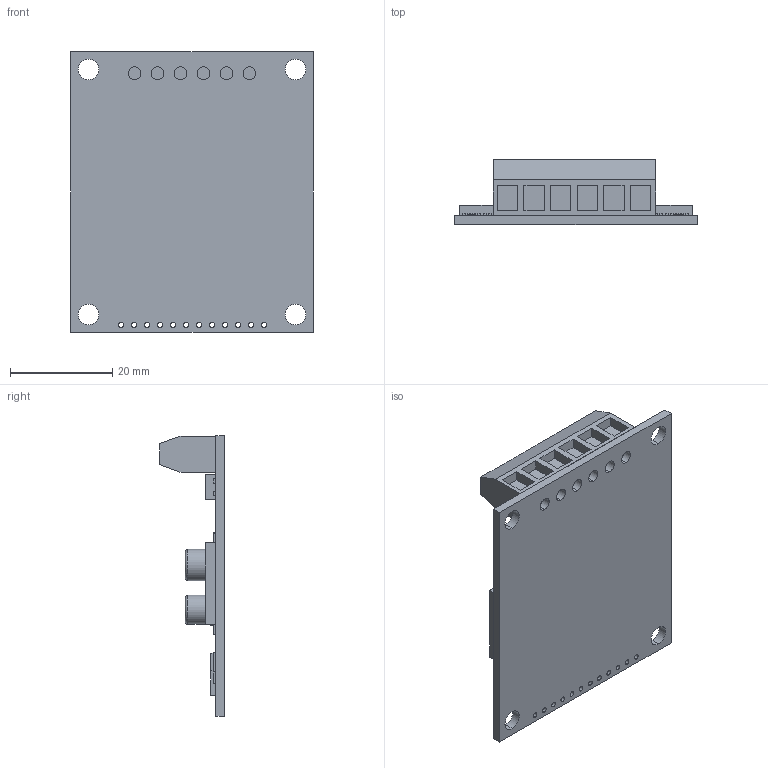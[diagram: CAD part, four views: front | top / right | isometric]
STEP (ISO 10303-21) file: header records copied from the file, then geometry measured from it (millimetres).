
FILE_DESCRIPTION (( 'STEP AP214' ), '1' );
FILE_NAME ('Ponte H.STEP', '2013-01-09T04:26:12', ( '' ), ( '' ), 'SwSTEP 2.0', 'SolidWorks 2013', '' );
FILE_SCHEMA (( 'AUTOMOTIVE_DESIGN' ));
Length unit declared in the file: centimetre
Products named in the file (1): Ponte H
Bounding box: 47.5 x 12.7 x 55 mm (x, y, z)
Volume: 7964.7 mm3; surface area: 7433.9 mm2
Topology: 1 solids, 1 shells, 472 faces, 1322 edges, 880 vertices
Faces by surface type: plane 412, cylinder 56, torus 4
Entity records: 20121 total; most frequent: CARTESIAN_POINT 2675, ORIENTED_EDGE 2644, DIRECTION 2388, EDGE_CURVE 1322, LINE 1202, VECTOR 1202, VERTEX_POINT 880, AXIS2_PLACEMENT_3D 593
